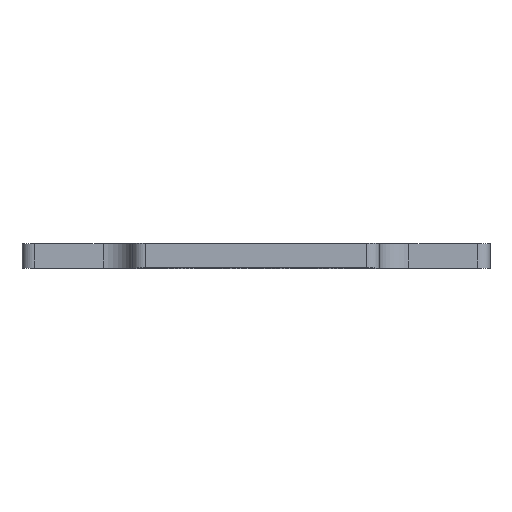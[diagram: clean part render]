
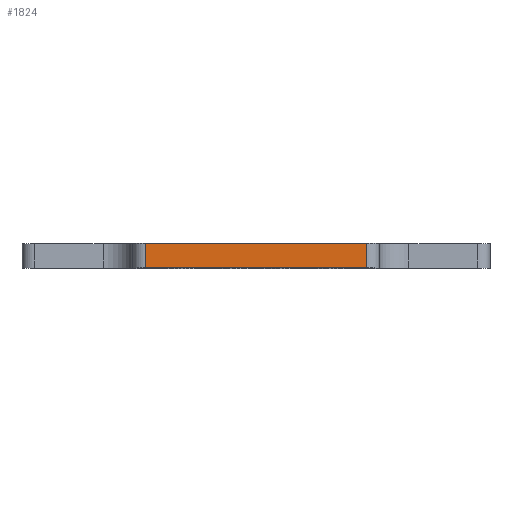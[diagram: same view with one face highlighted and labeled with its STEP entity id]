
A CAD part, top view. The second image highlights one B-rep face of the part: STEP entity #1824.
In plain terms, the highlighted planar face has unit normal (0, 0, 1).
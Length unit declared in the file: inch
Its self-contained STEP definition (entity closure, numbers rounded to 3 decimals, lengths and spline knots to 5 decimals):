
#138=PLANE('',#2079);
#237=FACE_OUTER_BOUND('',#394,.T.);
#394=EDGE_LOOP('',(#1583,#1584,#1585,#1586));
#449=LINE('',#2716,#553);
#466=LINE('',#2840,#570);
#474=LINE('',#2859,#578);
#537=LINE('',#3158,#641);
#553=VECTOR('',#2127,0.3937);
#570=VECTOR('',#2252,0.3937);
#578=VECTOR('',#2272,0.3937);
#641=VECTOR('',#2651,0.3937);
#801=VERTEX_POINT('',#2713);
#802=VERTEX_POINT('',#2715);
#855=VERTEX_POINT('',#2838);
#859=VERTEX_POINT('',#2855);
#963=EDGE_CURVE('',#802,#801,#449,.T.);
#1025=EDGE_CURVE('',#855,#801,#466,.T.);
#1035=EDGE_CURVE('',#802,#859,#474,.T.);
#1175=EDGE_CURVE('',#859,#855,#537,.T.);
#1583=ORIENTED_EDGE('',*,*,#1025,.F.);
#1584=ORIENTED_EDGE('',*,*,#1175,.F.);
#1585=ORIENTED_EDGE('',*,*,#1035,.F.);
#1586=ORIENTED_EDGE('',*,*,#963,.T.);
#1824=ADVANCED_FACE('',(#237),#138,.T.);
#2079=AXIS2_PLACEMENT_3D('',#3157,#2649,#2650);
#2127=DIRECTION('',(1.,0.,0.));
#2252=DIRECTION('',(0.,-1.,0.));
#2272=DIRECTION('',(0.,1.,0.));
#2649=DIRECTION('center_axis',(0.,0.,1.));
#2650=DIRECTION('ref_axis',(1.,0.,0.));
#2651=DIRECTION('',(1.,0.,0.));
#2713=CARTESIAN_POINT('',(1.125,0.,1.75));
#2715=CARTESIAN_POINT('',(-1.125,0.,1.75));
#2716=CARTESIAN_POINT('',(-1.25,0.,1.75));
#2838=CARTESIAN_POINT('',(1.125,0.25,1.75));
#2840=CARTESIAN_POINT('',(1.125,0.,1.75));
#2855=CARTESIAN_POINT('',(-1.125,0.25,1.75));
#2859=CARTESIAN_POINT('',(-1.125,0.,1.75));
#3157=CARTESIAN_POINT('Origin',(-1.25,0.,1.75));
#3158=CARTESIAN_POINT('',(-1.25,0.25,1.75));
